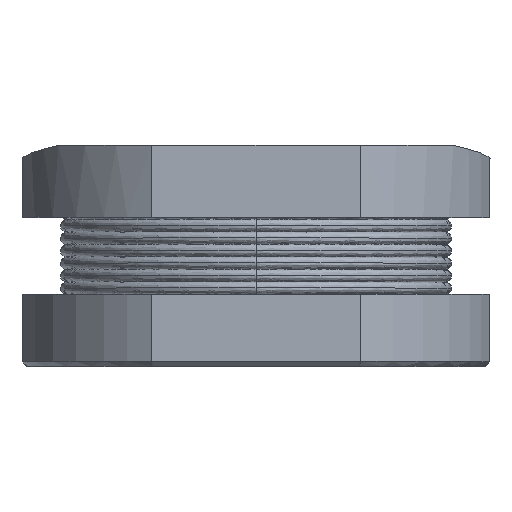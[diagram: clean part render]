
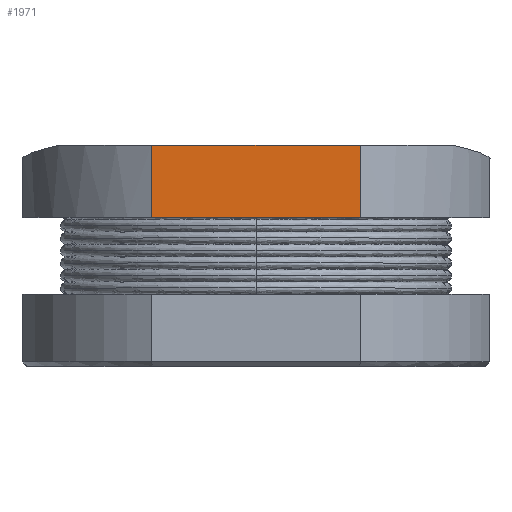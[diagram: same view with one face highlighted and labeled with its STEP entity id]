
A CAD part, top view. The second image highlights one B-rep face of the part: STEP entity #1971.
In plain terms, the highlighted free-form (B-spline) face has degree [1, 1] with [2, 2] control points.
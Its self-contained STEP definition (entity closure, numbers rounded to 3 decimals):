
#100 = VERTEX_POINT('',#101);
#101 = CARTESIAN_POINT('',(-1.171,3.959,3.873
    ));
#106 = EDGE_CURVE('',#100,#107,#109,.T.);
#107 = VERTEX_POINT('',#108);
#108 = CARTESIAN_POINT('',(1.171,3.959,3.873)
  );
#109 = B_SPLINE_CURVE_WITH_KNOTS('',1,(#110,#111),.UNSPECIFIED.,.F.,.F.,
  (2,2),(0.818,3.54),.PIECEWISE_BEZIER_KNOTS.);
#110 = CARTESIAN_POINT('',(-1.171,3.959,3.873
    ));
#111 = CARTESIAN_POINT('',(1.171,3.959,3.873)
  );
#180 = VERTEX_POINT('',#181);
#181 = CARTESIAN_POINT('',(1.876,3.961,3.873)
  );
#187 = EDGE_CURVE('',#180,#188,#190,.T.);
#188 = VERTEX_POINT('',#189);
#189 = CARTESIAN_POINT('',(1.876,2.668,3.873)
  );
#190 = B_SPLINE_CURVE_WITH_KNOTS('',1,(#191,#192),.UNSPECIFIED.,.F.,.F.,
  (2,2),(-0.002,1.5),.PIECEWISE_BEZIER_KNOTS.);
#191 = CARTESIAN_POINT('',(1.876,3.961,3.873)
  );
#192 = CARTESIAN_POINT('',(1.876,2.668,3.873)
  );
#1927 = EDGE_CURVE('',#1928,#1930,#1932,.T.);
#1928 = VERTEX_POINT('',#1929);
#1929 = CARTESIAN_POINT('',(-1.876,3.961,
    3.873));
#1930 = VERTEX_POINT('',#1931);
#1931 = CARTESIAN_POINT('',(-1.876,2.668,
    3.873));
#1932 = B_SPLINE_CURVE_WITH_KNOTS('',1,(#1933,#1934),.UNSPECIFIED.,.F.,
  .F.,(2,2),(-0.002,1.5),.PIECEWISE_BEZIER_KNOTS.);
#1933 = CARTESIAN_POINT('',(-1.876,3.961,
    3.873));
#1934 = CARTESIAN_POINT('',(-1.876,2.668,
    3.873));
#1971 = ADVANCED_FACE('',(#1972),#2006,.F.);
#1972 = FACE_BOUND('',#1973,.T.);
#1973 = EDGE_LOOP('',(#1974,#1979,#1980,#1987,#1992,#1993,#2000,#2005));
#1974 = ORIENTED_EDGE('',*,*,#1975,.T.);
#1975 = EDGE_CURVE('',#1930,#188,#1976,.T.);
#1976 = B_SPLINE_CURVE_WITH_KNOTS('',1,(#1977,#1978),.UNSPECIFIED.,.F.,
  .F.,(2,2),(0.,4.359),.PIECEWISE_BEZIER_KNOTS.);
#1977 = CARTESIAN_POINT('',(-1.876,2.668,
    3.873));
#1978 = CARTESIAN_POINT('',(1.876,2.668,3.873
    ));
#1979 = ORIENTED_EDGE('',*,*,#187,.F.);
#1980 = ORIENTED_EDGE('',*,*,#1981,.F.);
#1981 = EDGE_CURVE('',#1982,#180,#1984,.T.);
#1982 = VERTEX_POINT('',#1983);
#1983 = CARTESIAN_POINT('',(1.171,3.961,3.873
    ));
#1984 = B_SPLINE_CURVE_WITH_KNOTS('',1,(#1985,#1986),.UNSPECIFIED.,.F.,
  .F.,(2,2),(1.361,2.179),.PIECEWISE_BEZIER_KNOTS.);
#1985 = CARTESIAN_POINT('',(1.171,3.961,3.873
    ));
#1986 = CARTESIAN_POINT('',(1.876,3.961,3.873
    ));
#1987 = ORIENTED_EDGE('',*,*,#1988,.T.);
#1988 = EDGE_CURVE('',#1982,#107,#1989,.T.);
#1989 = B_SPLINE_CURVE_WITH_KNOTS('',1,(#1990,#1991),.UNSPECIFIED.,.F.,
  .F.,(2,2),(-0.,0.002),.PIECEWISE_BEZIER_KNOTS.);
#1990 = CARTESIAN_POINT('',(1.171,3.961,3.873
    ));
#1991 = CARTESIAN_POINT('',(1.171,3.959,3.873
    ));
#1992 = ORIENTED_EDGE('',*,*,#106,.F.);
#1993 = ORIENTED_EDGE('',*,*,#1994,.F.);
#1994 = EDGE_CURVE('',#1995,#100,#1997,.T.);
#1995 = VERTEX_POINT('',#1996);
#1996 = CARTESIAN_POINT('',(-1.171,3.961,
    3.873));
#1997 = B_SPLINE_CURVE_WITH_KNOTS('',1,(#1998,#1999),.UNSPECIFIED.,.F.,
  .F.,(2,2),(-0.,0.002),.PIECEWISE_BEZIER_KNOTS.);
#1998 = CARTESIAN_POINT('',(-1.171,3.961,
    3.873));
#1999 = CARTESIAN_POINT('',(-1.171,3.959,
    3.873));
#2000 = ORIENTED_EDGE('',*,*,#2001,.F.);
#2001 = EDGE_CURVE('',#1928,#1995,#2002,.T.);
#2002 = B_SPLINE_CURVE_WITH_KNOTS('',1,(#2003,#2004),.UNSPECIFIED.,.F.,
  .F.,(2,2),(-2.179,-1.361),.PIECEWISE_BEZIER_KNOTS.);
#2003 = CARTESIAN_POINT('',(-1.876,3.961,
    3.873));
#2004 = CARTESIAN_POINT('',(-1.171,3.961,
    3.873));
#2005 = ORIENTED_EDGE('',*,*,#1927,.T.);
#2006 = B_SPLINE_SURFACE_WITH_KNOTS('',1,1,(
    (#2007,#2008)
    ,(#2009,#2010
    )),.UNSPECIFIED.,.F.,.F.,.F.,(2,2),(2,2),(-4.359,0.),(-1.5,
    0.002),.PIECEWISE_BEZIER_KNOTS.);
#2007 = CARTESIAN_POINT('',(1.876,2.668,3.873
    ));
#2008 = CARTESIAN_POINT('',(1.876,3.961,3.873
    ));
#2009 = CARTESIAN_POINT('',(-1.876,2.668,
    3.873));
#2010 = CARTESIAN_POINT('',(-1.876,3.961,
    3.873));
